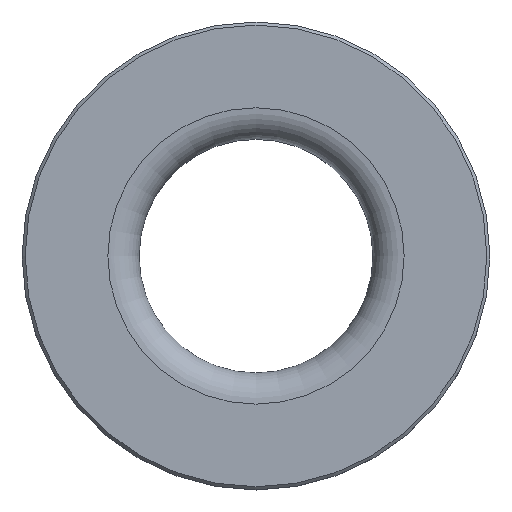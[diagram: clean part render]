
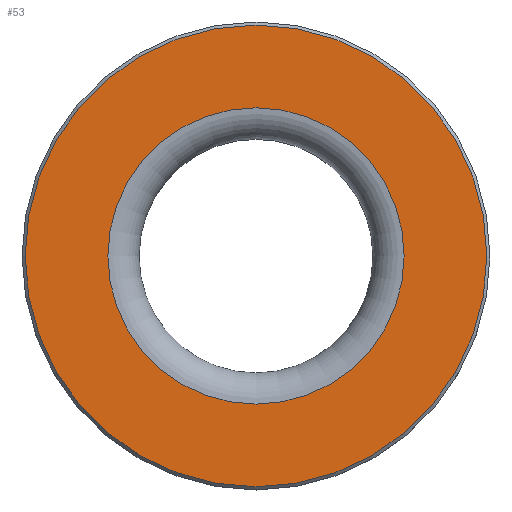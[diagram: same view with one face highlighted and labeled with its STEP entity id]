
A CAD part, top view. The second image highlights one B-rep face of the part: STEP entity #53.
In plain terms, the highlighted planar face has unit normal (0, 0, 1).
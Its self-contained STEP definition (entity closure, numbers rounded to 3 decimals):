
#53 = ADVANCED_FACE( '', ( #114, #115 ), #116, .F. );
#114 = FACE_OUTER_BOUND( '', #181, .T. );
#115 = FACE_BOUND( '', #182, .T. );
#116 = PLANE( '', #183 );
#181 = EDGE_LOOP( '', ( #256 ) );
#182 = EDGE_LOOP( '', ( #257 ) );
#183 = AXIS2_PLACEMENT_3D( '', #258, #259, #260 );
#256 = ORIENTED_EDGE( '', *, *, #313, .T. );
#257 = ORIENTED_EDGE( '', *, *, #322, .T. );
#258 = CARTESIAN_POINT( '', ( 0., 0., 16. ) );
#259 = DIRECTION( '', ( 0., 0., -1. ) );
#260 = DIRECTION( '', ( -1., 0., 0. ) );
#313 = EDGE_CURVE( '', #349, #349, #350, .F. );
#322 = EDGE_CURVE( '', #363, #363, #364, .T. );
#349 = VERTEX_POINT( '', #394 );
#350 = CIRCLE( '', #395, 14.8 );
#363 = VERTEX_POINT( '', #408 );
#364 = CIRCLE( '', #409, 9.5 );
#394 = CARTESIAN_POINT( '', ( -14.8, 0., 16. ) );
#395 = AXIS2_PLACEMENT_3D( '', #441, #442, #443 );
#408 = CARTESIAN_POINT( '', ( -9.5, 0., 16. ) );
#409 = AXIS2_PLACEMENT_3D( '', #456, #457, #458 );
#441 = CARTESIAN_POINT( '', ( 0., 0., 16. ) );
#442 = DIRECTION( '', ( 0., 0., -1. ) );
#443 = DIRECTION( '', ( -1., 0., 0. ) );
#456 = CARTESIAN_POINT( '', ( 0., 0., 16. ) );
#457 = DIRECTION( '', ( 0., 0., -1. ) );
#458 = DIRECTION( '', ( -1., 0., 0. ) );
